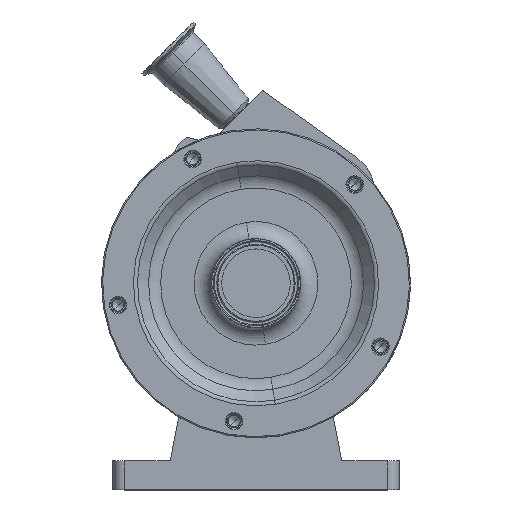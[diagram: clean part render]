
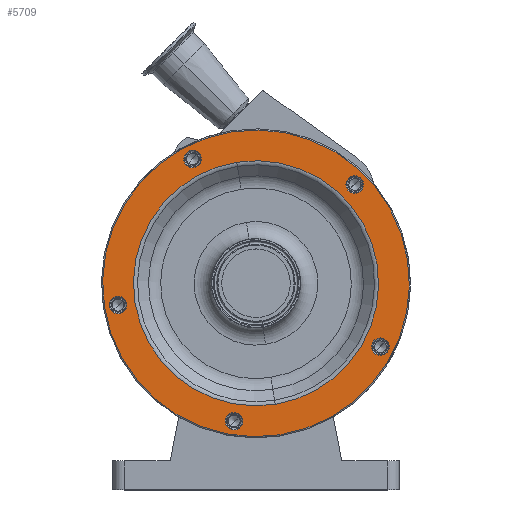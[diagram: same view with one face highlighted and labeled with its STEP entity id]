
A CAD part, top view. The second image highlights one B-rep face of the part: STEP entity #5709.
In plain terms, the highlighted planar face has unit normal (0, 0, 1).
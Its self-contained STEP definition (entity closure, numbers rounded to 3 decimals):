
#68 = CARTESIAN_POINT ( 'NONE',  ( -55.387, 108.703, 209.5 ) ) ;
#106 = AXIS2_PLACEMENT_3D ( 'NONE', #891, #6169, #5266 ) ;
#182 = ORIENTED_EDGE ( 'NONE', *, *, #10688, .F. ) ;
#204 = DIRECTION ( 'NONE',  ( 0.156, -0.988, 0. ) ) ;
#313 = AXIS2_PLACEMENT_3D ( 'NONE', #11204, #2997, #5093 ) ;
#369 = FACE_BOUND ( 'NONE', #7837, .T. ) ;
#383 = FACE_BOUND ( 'NONE', #5479, .T. ) ;
#411 = DIRECTION ( 'NONE',  ( 0., 0., -1. ) ) ;
#459 = CIRCLE ( 'NONE', #2543, 7.644 ) ;
#654 = DIRECTION ( 'NONE',  ( 0.156, -0.988, 0. ) ) ;
#883 = DIRECTION ( 'NONE',  ( 0., 0., -1. ) ) ;
#891 = CARTESIAN_POINT ( 'NONE',  ( 86.267, 86.267, 209.5 ) ) ;
#917 = EDGE_CURVE ( 'NONE', #4556, #3526, #459, .T. ) ;
#950 = AXIS2_PLACEMENT_3D ( 'NONE', #3565, #3394, #10809 ) ;
#951 = DIRECTION ( 'NONE',  ( 0., 0., -1. ) ) ;
#1191 = CARTESIAN_POINT ( 'NONE',  ( -56.583, 116.252, 209.5 ) ) ;
#1198 = FACE_BOUND ( 'NONE', #10655, .T. ) ;
#1261 = FACE_BOUND ( 'NONE', #7449, .T. ) ;
#1283 = EDGE_CURVE ( 'NONE', #7564, #8113, #10817, .T. ) ;
#1601 = CARTESIAN_POINT ( 'NONE',  ( 0., 0., 209.5 ) ) ;
#1665 = DIRECTION ( 'NONE',  ( 0., 0., -1. ) ) ;
#1668 = DIRECTION ( 'NONE',  ( 0.156, -0.988, 0. ) ) ;
#1735 = DIRECTION ( 'NONE',  ( 0., 0., -1. ) ) ;
#1744 = DIRECTION ( 'NONE',  ( 0., 0., -1. ) ) ;
#1758 = DIRECTION ( 'NONE',  ( 0.156, -0.988, 0. ) ) ;
#1818 = CIRCLE ( 'NONE', #7003, 7.644 ) ;
#1830 = AXIS2_PLACEMENT_3D ( 'NONE', #11035, #9120, #9239 ) ;
#1968 = VERTEX_POINT ( 'NONE', #1191 ) ;
#2124 = DIRECTION ( 'NONE',  ( 0.156, -0.988, 0. ) ) ;
#2157 = CIRCLE ( 'NONE', #6948, 7.644 ) ;
#2499 = DIRECTION ( 'NONE',  ( 0.156, -0.988, 0. ) ) ;
#2543 = AXIS2_PLACEMENT_3D ( 'NONE', #7749, #3858, #204 ) ;
#2666 = CIRCLE ( 'NONE', #950, 7.644 ) ;
#2705 = CARTESIAN_POINT ( 'NONE',  ( -54.191, 101.153, 209.5 ) ) ;
#2719 = EDGE_CURVE ( 'NONE', #11124, #11549, #4612, .T. ) ;
#2745 = EDGE_CURVE ( 'NONE', #8113, #7564, #8262, .T. ) ;
#2959 = VERTEX_POINT ( 'NONE', #4634 ) ;
#2997 = DIRECTION ( 'NONE',  ( 0., 0., -1. ) ) ;
#3092 = EDGE_CURVE ( 'NONE', #11519, #6093, #11441, .T. ) ;
#3394 = DIRECTION ( 'NONE',  ( 0., 0., -1. ) ) ;
#3499 = ORIENTED_EDGE ( 'NONE', *, *, #9505, .T. ) ;
#3526 = VERTEX_POINT ( 'NONE', #8017 ) ;
#3543 = AXIS2_PLACEMENT_3D ( 'NONE', #10364, #411, #11431 ) ;
#3565 = CARTESIAN_POINT ( 'NONE',  ( -19.085, -120.498, 209.5 ) ) ;
#3593 = EDGE_CURVE ( 'NONE', #6094, #1968, #10835, .T. ) ;
#3624 = EDGE_LOOP ( 'NONE', ( #3499, #11329 ) ) ;
#3749 = CIRCLE ( 'NONE', #9695, 7.644 ) ;
#3803 = ORIENTED_EDGE ( 'NONE', *, *, #3593, .T. ) ;
#3858 = DIRECTION ( 'NONE',  ( 0., 0., -1. ) ) ;
#4020 = PLANE ( 'NONE',  #313 ) ;
#4505 = CIRCLE ( 'NONE', #6827, 107.071 ) ;
#4526 = ORIENTED_EDGE ( 'NONE', *, *, #1283, .T. ) ;
#4556 = VERTEX_POINT ( 'NONE', #10384 ) ;
#4612 = CIRCLE ( 'NONE', #7118, 7.644 ) ;
#4634 = CARTESIAN_POINT ( 'NONE',  ( -20.962, 132.35, 209.5 ) ) ;
#4746 = CARTESIAN_POINT ( 'NONE',  ( -120.498, -19.085, 209.5 ) ) ;
#4812 = CARTESIAN_POINT ( 'NONE',  ( 0., 0., 209.5 ) ) ;
#4913 = FACE_BOUND ( 'NONE', #11373, .T. ) ;
#5093 = DIRECTION ( 'NONE',  ( 0.156, -0.988, 0. ) ) ;
#5114 = AXIS2_PLACEMENT_3D ( 'NONE', #4812, #8484, #2124 ) ;
#5117 = CARTESIAN_POINT ( 'NONE',  ( 16.75, -105.753, 209.5 ) ) ;
#5132 = ORIENTED_EDGE ( 'NONE', *, *, #11131, .T. ) ;
#5266 = DIRECTION ( 'NONE',  ( 0.156, -0.988, 0. ) ) ;
#5280 = ORIENTED_EDGE ( 'NONE', *, *, #6437, .T. ) ;
#5390 = ORIENTED_EDGE ( 'NONE', *, *, #10699, .T. ) ;
#5479 = EDGE_LOOP ( 'NONE', ( #5280, #3803 ) ) ;
#5502 = DIRECTION ( 'NONE',  ( 0.156, -0.988, 0. ) ) ;
#5576 = DIRECTION ( 'NONE',  ( 0.156, -0.988, 0. ) ) ;
#5588 = CARTESIAN_POINT ( 'NONE',  ( 108.703, -55.387, 209.5 ) ) ;
#5709 = ADVANCED_FACE ( 'NONE', ( #383, #1261, #7554, #4913, #1198, #8586, #369 ), #4020, .F. ) ;
#5768 = DIRECTION ( 'NONE',  ( 0., 0., -1. ) ) ;
#5825 = DIRECTION ( 'NONE',  ( 0.156, -0.988, 0. ) ) ;
#5966 = VERTEX_POINT ( 'NONE', #10523 ) ;
#6093 = VERTEX_POINT ( 'NONE', #7269 ) ;
#6094 = VERTEX_POINT ( 'NONE', #2705 ) ;
#6169 = DIRECTION ( 'NONE',  ( 0., 0., -1. ) ) ;
#6213 = CARTESIAN_POINT ( 'NONE',  ( 108.703, -55.387, 209.5 ) ) ;
#6437 = EDGE_CURVE ( 'NONE', #1968, #6094, #2157, .T. ) ;
#6445 = AXIS2_PLACEMENT_3D ( 'NONE', #68, #1744, #5576 ) ;
#6550 = DIRECTION ( 'NONE',  ( 0., 0., -1. ) ) ;
#6827 = AXIS2_PLACEMENT_3D ( 'NONE', #8862, #11669, #654 ) ;
#6948 = AXIS2_PLACEMENT_3D ( 'NONE', #11686, #1735, #7027 ) ;
#6983 = ORIENTED_EDGE ( 'NONE', *, *, #8992, .T. ) ;
#7003 = AXIS2_PLACEMENT_3D ( 'NONE', #9161, #951, #5502 ) ;
#7014 = AXIS2_PLACEMENT_3D ( 'NONE', #1601, #883, #1668 ) ;
#7027 = DIRECTION ( 'NONE',  ( 0.156, -0.988, 0. ) ) ;
#7118 = AXIS2_PLACEMENT_3D ( 'NONE', #5588, #6550, #1758 ) ;
#7135 = VERTEX_POINT ( 'NONE', #11820 ) ;
#7269 = CARTESIAN_POINT ( 'NONE',  ( -16.75, 105.753, 209.5 ) ) ;
#7379 = CIRCLE ( 'NONE', #1830, 134. ) ;
#7449 = EDGE_LOOP ( 'NONE', ( #6983, #11826 ) ) ;
#7544 = ORIENTED_EDGE ( 'NONE', *, *, #3092, .T. ) ;
#7554 = FACE_BOUND ( 'NONE', #3624, .T. ) ;
#7564 = VERTEX_POINT ( 'NONE', #8457 ) ;
#7749 = CARTESIAN_POINT ( 'NONE',  ( -19.085, -120.498, 209.5 ) ) ;
#7837 = EDGE_LOOP ( 'NONE', ( #7544, #5390 ) ) ;
#7873 = ORIENTED_EDGE ( 'NONE', *, *, #10336, .F. ) ;
#7949 = CARTESIAN_POINT ( 'NONE',  ( 109.899, -62.936, 209.5 ) ) ;
#8017 = CARTESIAN_POINT ( 'NONE',  ( -17.889, -128.048, 209.5 ) ) ;
#8103 = CARTESIAN_POINT ( 'NONE',  ( 107.507, -47.837, 209.5 ) ) ;
#8113 = VERTEX_POINT ( 'NONE', #11719 ) ;
#8262 = CIRCLE ( 'NONE', #11133, 7.644 ) ;
#8457 = CARTESIAN_POINT ( 'NONE',  ( -121.694, -11.535, 209.5 ) ) ;
#8484 = DIRECTION ( 'NONE',  ( 0., 0., -1. ) ) ;
#8586 = FACE_OUTER_BOUND ( 'NONE', #10572, .T. ) ;
#8862 = CARTESIAN_POINT ( 'NONE',  ( 0., 0., 209.5 ) ) ;
#8900 = EDGE_CURVE ( 'NONE', #5966, #10898, #1818, .T. ) ;
#8992 = EDGE_CURVE ( 'NONE', #10898, #5966, #11581, .T. ) ;
#9120 = DIRECTION ( 'NONE',  ( 0., 0., -1. ) ) ;
#9161 = CARTESIAN_POINT ( 'NONE',  ( 86.267, 86.267, 209.5 ) ) ;
#9239 = DIRECTION ( 'NONE',  ( 0.156, -0.988, 0. ) ) ;
#9505 = EDGE_CURVE ( 'NONE', #11549, #11124, #3749, .T. ) ;
#9695 = AXIS2_PLACEMENT_3D ( 'NONE', #6213, #1665, #2499 ) ;
#10064 = CIRCLE ( 'NONE', #7014, 134. ) ;
#10183 = ORIENTED_EDGE ( 'NONE', *, *, #2745, .T. ) ;
#10220 = ORIENTED_EDGE ( 'NONE', *, *, #917, .T. ) ;
#10336 = EDGE_CURVE ( 'NONE', #7135, #2959, #7379, .T. ) ;
#10364 = CARTESIAN_POINT ( 'NONE',  ( -120.498, -19.085, 209.5 ) ) ;
#10384 = CARTESIAN_POINT ( 'NONE',  ( -20.281, -112.948, 209.5 ) ) ;
#10523 = CARTESIAN_POINT ( 'NONE',  ( 87.463, 78.717, 209.5 ) ) ;
#10572 = EDGE_LOOP ( 'NONE', ( #7873, #182 ) ) ;
#10655 = EDGE_LOOP ( 'NONE', ( #4526, #10183 ) ) ;
#10688 = EDGE_CURVE ( 'NONE', #2959, #7135, #10064, .T. ) ;
#10699 = EDGE_CURVE ( 'NONE', #6093, #11519, #4505, .T. ) ;
#10809 = DIRECTION ( 'NONE',  ( 0.156, -0.988, 0. ) ) ;
#10817 = CIRCLE ( 'NONE', #3543, 7.644 ) ;
#10835 = CIRCLE ( 'NONE', #6445, 7.644 ) ;
#10898 = VERTEX_POINT ( 'NONE', #11126 ) ;
#11035 = CARTESIAN_POINT ( 'NONE',  ( 0., 0., 209.5 ) ) ;
#11124 = VERTEX_POINT ( 'NONE', #7949 ) ;
#11126 = CARTESIAN_POINT ( 'NONE',  ( 85.071, 93.817, 209.5 ) ) ;
#11131 = EDGE_CURVE ( 'NONE', #3526, #4556, #2666, .T. ) ;
#11133 = AXIS2_PLACEMENT_3D ( 'NONE', #4746, #5768, #5825 ) ;
#11204 = CARTESIAN_POINT ( 'NONE',  ( -132.35, -20.962, 209.5 ) ) ;
#11329 = ORIENTED_EDGE ( 'NONE', *, *, #2719, .T. ) ;
#11373 = EDGE_LOOP ( 'NONE', ( #10220, #5132 ) ) ;
#11431 = DIRECTION ( 'NONE',  ( 0.156, -0.988, 0. ) ) ;
#11441 = CIRCLE ( 'NONE', #5114, 107.071 ) ;
#11519 = VERTEX_POINT ( 'NONE', #5117 ) ;
#11549 = VERTEX_POINT ( 'NONE', #8103 ) ;
#11581 = CIRCLE ( 'NONE', #106, 7.644 ) ;
#11669 = DIRECTION ( 'NONE',  ( 0., 0., -1. ) ) ;
#11686 = CARTESIAN_POINT ( 'NONE',  ( -55.387, 108.703, 209.5 ) ) ;
#11719 = CARTESIAN_POINT ( 'NONE',  ( -119.302, -26.635, 209.5 ) ) ;
#11820 = CARTESIAN_POINT ( 'NONE',  ( 20.962, -132.35, 209.5 ) ) ;
#11826 = ORIENTED_EDGE ( 'NONE', *, *, #8900, .T. ) ;
